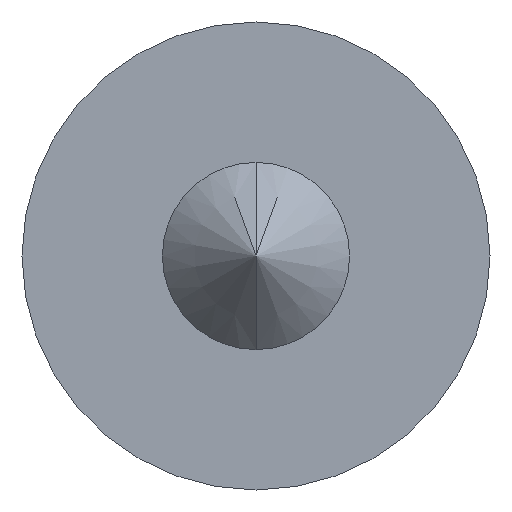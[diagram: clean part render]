
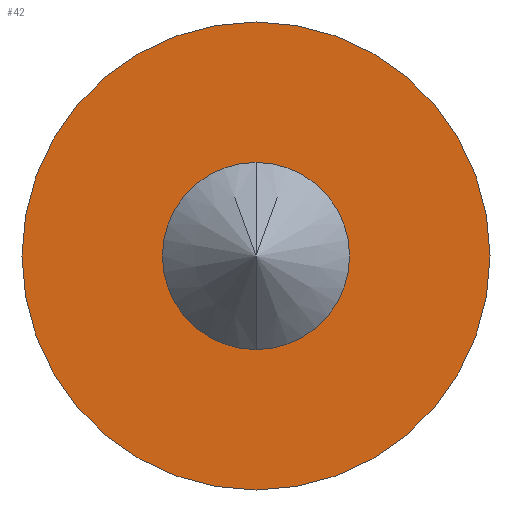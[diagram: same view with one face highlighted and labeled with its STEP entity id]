
A CAD part, front view. The second image highlights one B-rep face of the part: STEP entity #42.
In plain terms, the highlighted planar face has unit normal (0, -1, 0).
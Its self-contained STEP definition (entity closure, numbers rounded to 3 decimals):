
#23 = EDGE_CURVE ( 'NONE', #566, #287, #109, .T. ) ;
#25 = EDGE_CURVE ( 'NONE', #564, #567, #108, .T. ) ;
#42 = ADVANCED_FACE ( 'NONE', ( #660, #665 ), #496, .T. ) ;
#60 = EDGE_CURVE ( 'NONE', #567, #564, #121, .T. ) ;
#61 = EDGE_CURVE ( 'NONE', #287, #566, #122, .T. ) ;
#108 = CIRCLE ( 'NONE', #639, 7.5 ) ;
#109 = CIRCLE ( 'NONE', #632, 2.5 ) ;
#121 = CIRCLE ( 'NONE', #700, 7.5 ) ;
#122 = CIRCLE ( 'NONE', #687, 2.5 ) ;
#287 = VERTEX_POINT ( 'NONE', #890 ) ;
#412 = CARTESIAN_POINT ( 'NONE',  ( 0., 0., 0. ) ) ;
#413 = DIRECTION ( 'NONE',  ( 0., 1., 0. ) ) ;
#414 = DIRECTION ( 'NONE',  ( 0., 0., 1. ) ) ;
#415 = CARTESIAN_POINT ( 'NONE',  ( 0., 0., 0. ) ) ;
#416 = DIRECTION ( 'NONE',  ( 0., 1., 0. ) ) ;
#417 = DIRECTION ( 'NONE',  ( 0., 0., -1. ) ) ;
#496 = PLANE ( 'NONE',  #668 ) ;
#497 = CARTESIAN_POINT ( 'NONE',  ( 0., 0., 2. ) ) ;
#498 = DIRECTION ( 'NONE',  ( 0., -1., 0. ) ) ;
#499 = DIRECTION ( 'NONE',  ( 0., 0., -1. ) ) ;
#564 = VERTEX_POINT ( 'NONE', #901 ) ;
#566 = VERTEX_POINT ( 'NONE', #903 ) ;
#567 = VERTEX_POINT ( 'NONE', #904 ) ;
#604 = EDGE_LOOP ( 'NONE', ( #779, #780 ) ) ;
#606 = EDGE_LOOP ( 'NONE', ( #782, #781 ) ) ;
#632 = AXIS2_PLACEMENT_3D ( 'NONE', #710, #759, #760 ) ;
#639 = AXIS2_PLACEMENT_3D ( 'NONE', #761, #765, #766 ) ;
#660 = FACE_BOUND ( 'NONE', #604, .T. ) ;
#665 = FACE_OUTER_BOUND ( 'NONE', #606, .T. ) ;
#668 = AXIS2_PLACEMENT_3D ( 'NONE', #497, #498, #499 ) ;
#687 = AXIS2_PLACEMENT_3D ( 'NONE', #415, #416, #417 ) ;
#700 = AXIS2_PLACEMENT_3D ( 'NONE', #412, #413, #414 ) ;
#710 = CARTESIAN_POINT ( 'NONE',  ( 0., 0., 0. ) ) ;
#759 = DIRECTION ( 'NONE',  ( 0., 1., 0. ) ) ;
#760 = DIRECTION ( 'NONE',  ( 0., 0., -1. ) ) ;
#761 = CARTESIAN_POINT ( 'NONE',  ( 0., 0., 0. ) ) ;
#765 = DIRECTION ( 'NONE',  ( 0., 1., 0. ) ) ;
#766 = DIRECTION ( 'NONE',  ( 0., 0., 1. ) ) ;
#779 = ORIENTED_EDGE ( 'NONE', *, *, #61, .T. ) ;
#780 = ORIENTED_EDGE ( 'NONE', *, *, #23, .T. ) ;
#781 = ORIENTED_EDGE ( 'NONE', *, *, #25, .F. ) ;
#782 = ORIENTED_EDGE ( 'NONE', *, *, #60, .F. ) ;
#890 = CARTESIAN_POINT ( 'NONE',  ( 0., 0., -2.5 ) ) ;
#901 = CARTESIAN_POINT ( 'NONE',  ( 0., 0., -7.5 ) ) ;
#903 = CARTESIAN_POINT ( 'NONE',  ( 0., 0., 2.5 ) ) ;
#904 = CARTESIAN_POINT ( 'NONE',  ( 0., 0., 7.5 ) ) ;
